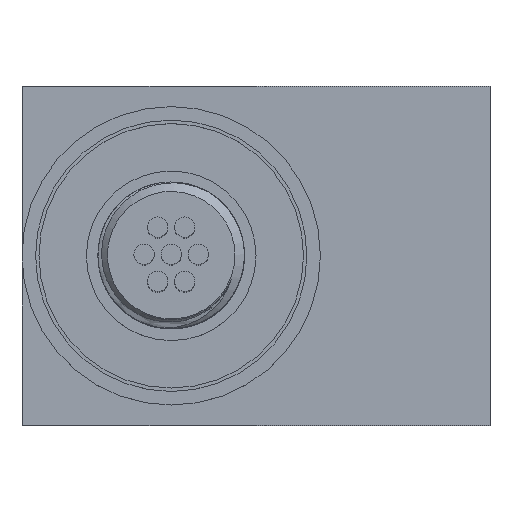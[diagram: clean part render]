
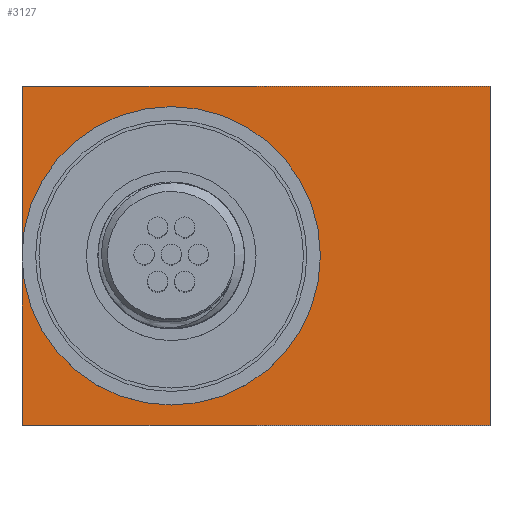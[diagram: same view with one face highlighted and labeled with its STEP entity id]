
A CAD part, top view. The second image highlights one B-rep face of the part: STEP entity #3127.
In plain terms, the highlighted planar face has unit normal (0, 0, 1).
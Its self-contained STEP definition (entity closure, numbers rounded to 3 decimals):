
#237=LINE($,#8466,#475);
#241=LINE($,#8530,#479);
#242=LINE($,#8531,#480);
#243=LINE($,#8533,#481);
#244=LINE($,#8534,#482);
#475=VECTOR($,#3724,25.);
#479=VECTOR($,#3810,34.5);
#480=VECTOR($,#3811,12.5);
#481=VECTOR($,#3812,12.5);
#482=VECTOR($,#3813,34.5);
#570=PLANE($,#3281);
#674=CIRCLE($,#3279,11.);
#856=FACE_OUTER_BOUND($,#1079,.T.);
#1079=EDGE_LOOP($,(#2711,#2712,#2713,#2714,#2715,#2716));
#1481=VERTEX_POINT($,#8464);
#1482=VERTEX_POINT($,#8465);
#1500=VERTEX_POINT($,#8525);
#1501=VERTEX_POINT($,#8529);
#1502=VERTEX_POINT($,#8532);
#1888=EDGE_CURVE($,#1481,#1482,#237,.T.);
#1907=EDGE_CURVE($,#1500,#1500,#674,.T.);
#1908=EDGE_CURVE($,#1501,#1481,#241,.T.);
#1909=EDGE_CURVE($,#1500,#1501,#242,.T.);
#1910=EDGE_CURVE($,#1502,#1500,#243,.T.);
#1911=EDGE_CURVE($,#1482,#1502,#244,.T.);
#2711=ORIENTED_EDGE($,*,*,#1888,.F.);
#2712=ORIENTED_EDGE($,*,*,#1908,.F.);
#2713=ORIENTED_EDGE($,*,*,#1909,.F.);
#2714=ORIENTED_EDGE($,*,*,#1907,.T.);
#2715=ORIENTED_EDGE($,*,*,#1910,.F.);
#2716=ORIENTED_EDGE($,*,*,#1911,.F.);
#3127=ADVANCED_FACE($,(#856),#570,.T.);
#3279=AXIS2_PLACEMENT_3D($,#8526,#3804,#3805);
#3281=AXIS2_PLACEMENT_3D($,#8528,#3808,#3809);
#3724=DIRECTION($,(0.,-1.,0.));
#3804=DIRECTION('center_axis',(0.,0.,-1.));
#3805=DIRECTION('ref_axis',(-1.,0.,0.));
#3808=DIRECTION('center_axis',(0.,0.,1.));
#3809=DIRECTION('ref_axis',(1.,0.,0.));
#3810=DIRECTION($,(1.,0.,0.));
#3811=DIRECTION($,(0.,1.,0.));
#3812=DIRECTION($,(0.,1.,0.));
#3813=DIRECTION($,(-1.,0.,0.));
#8464=CARTESIAN_POINT('',(17.25,12.5,7.));
#8465=CARTESIAN_POINT('',(17.25,-12.5,7.));
#8466=CARTESIAN_POINT($,(17.25,-12.5,7.));
#8525=CARTESIAN_POINT('',(-17.25,0.,7.));
#8526=CARTESIAN_POINT('Origin',(-6.25,0.,7.));
#8528=CARTESIAN_POINT('Origin',(0.,0.,7.));
#8529=CARTESIAN_POINT('',(-17.25,12.5,7.));
#8530=CARTESIAN_POINT($,(17.25,12.5,7.));
#8531=CARTESIAN_POINT($,(-17.25,12.5,7.));
#8532=CARTESIAN_POINT('',(-17.25,-12.5,7.));
#8533=CARTESIAN_POINT($,(-17.25,12.5,7.));
#8534=CARTESIAN_POINT($,(-17.25,-12.5,7.));
